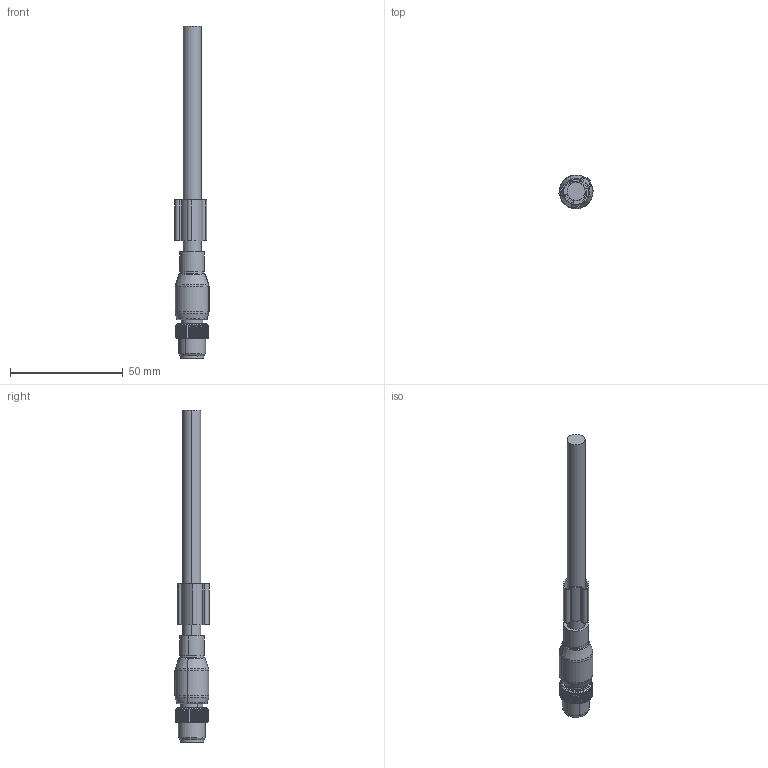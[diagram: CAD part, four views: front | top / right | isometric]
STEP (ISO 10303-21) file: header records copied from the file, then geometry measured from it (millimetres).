
FILE_DESCRIPTION(('CATIA V5 STEP Exchange','CAx-IF Rec.Pracs.--- Model Styling and Organization---1.4--- 2014-01-23'),'2;1');
FILE_NAME ('021487-1_1_1785120200_1785120200.stp','2020-04-01T04:52:04+00:00',('none'),('Weidmueller'),'CATIA Version 5-6 Release 2016 SP3 HF44','CATIA V5 STEP AP214','none');
FILE_SCHEMA(('AUTOMOTIVE_DESIGN { 1 0 10303 214 1 1 1 1 }'));
Length unit declared in the file: millimetre
Products named in the file (1): 1785120200
Bounding box: 15.07 x 15.07 x 147 mm (x, y, z)
Volume: 13829 mm3; surface area: 12486.3 mm2
Topology: 11 solids, 11 shells, 988 faces, 2582 edges, 1638 vertices
Faces by surface type: cylinder 388, plane 288, cone 142, torus 130, bspline 30, sphere 10
Entity records: 29640 total; most frequent: CARTESIAN_POINT 8057, ORIENTED_EDGE 5128, DIRECTION 3229, EDGE_CURVE 2564, AXIS2_PLACEMENT_3D 1671, VERTEX_POINT 1638, EDGE_LOOP 1070, CIRCLE 1069
